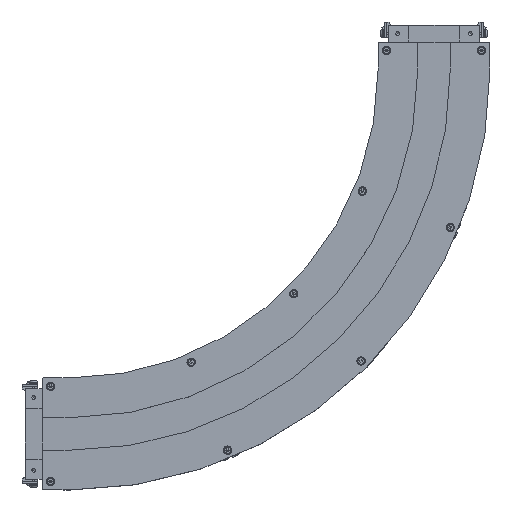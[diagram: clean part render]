
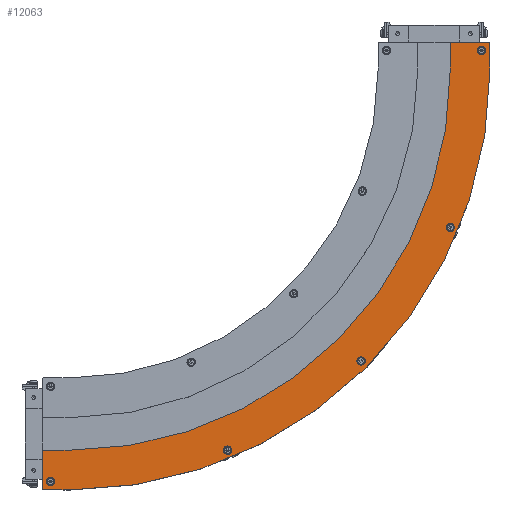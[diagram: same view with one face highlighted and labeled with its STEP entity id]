
A CAD part, top view. The second image highlights one B-rep face of the part: STEP entity #12063.
In plain terms, the highlighted planar face has unit normal (0, 0, 1).
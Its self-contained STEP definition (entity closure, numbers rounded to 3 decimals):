
#742=FACE_BOUND('',#2246,.T.);
#743=FACE_BOUND('',#2247,.T.);
#744=FACE_BOUND('',#2248,.T.);
#745=FACE_BOUND('',#2249,.T.);
#746=FACE_BOUND('',#2250,.T.);
#908=PLANE('',#13112);
#1585=FACE_OUTER_BOUND('',#2245,.T.);
#2245=EDGE_LOOP('',(#9565,#9566,#9567,#9568,#9569,#9570,#9571,#9572,#9573,
#9574));
#2246=EDGE_LOOP('',(#9575));
#2247=EDGE_LOOP('',(#9576));
#2248=EDGE_LOOP('',(#9577));
#2249=EDGE_LOOP('',(#9578));
#2250=EDGE_LOOP('',(#9579));
#2991=LINE('',#18743,#4159);
#2994=LINE('',#18748,#4162);
#2997=LINE('',#18756,#4165);
#3006=LINE('',#18774,#4174);
#3009=LINE('',#18780,#4177);
#3027=LINE('',#18821,#4195);
#3044=LINE('',#18863,#4212);
#3047=LINE('',#18870,#4215);
#4159=VECTOR('',#15002,10.);
#4162=VECTOR('',#15007,10.);
#4165=VECTOR('',#15016,10.);
#4174=VECTOR('',#15027,10.);
#4177=VECTOR('',#15034,10.);
#4195=VECTOR('',#15066,10.);
#4212=VECTOR('',#15113,10.);
#4215=VECTOR('',#15122,10.);
#5101=CIRCLE('',#12993,7.5);
#5113=CIRCLE('',#13014,7.5);
#5121=CIRCLE('',#13028,7.5);
#5133=CIRCLE('',#13049,7.5);
#5137=CIRCLE('',#13056,7.5);
#5146=CIRCLE('',#13081,750.);
#5154=CIRCLE('',#13109,679.);
#5787=VERTEX_POINT('',#18531);
#5799=VERTEX_POINT('',#18570);
#5807=VERTEX_POINT('',#18596);
#5819=VERTEX_POINT('',#18635);
#5823=VERTEX_POINT('',#18648);
#5856=VERTEX_POINT('',#18740);
#5857=VERTEX_POINT('',#18742);
#5858=VERTEX_POINT('',#18746);
#5859=VERTEX_POINT('',#18750);
#5860=VERTEX_POINT('',#18754);
#5868=VERTEX_POINT('',#18772);
#5869=VERTEX_POINT('',#18779);
#5885=VERTEX_POINT('',#18820);
#5895=VERTEX_POINT('',#18862);
#5896=VERTEX_POINT('',#18866);
#7083=EDGE_CURVE('',#5787,#5787,#5101,.T.);
#7101=EDGE_CURVE('',#5799,#5799,#5113,.T.);
#7113=EDGE_CURVE('',#5807,#5807,#5121,.T.);
#7131=EDGE_CURVE('',#5819,#5819,#5133,.T.);
#7137=EDGE_CURVE('',#5823,#5823,#5137,.T.);
#7183=EDGE_CURVE('',#5856,#5857,#2991,.T.);
#7186=EDGE_CURVE('',#5856,#5858,#2994,.T.);
#7188=EDGE_CURVE('',#5858,#5859,#5146,.T.);
#7190=EDGE_CURVE('',#5859,#5860,#2997,.T.);
#7199=EDGE_CURVE('',#5860,#5868,#3006,.T.);
#7202=EDGE_CURVE('',#5869,#5857,#3009,.T.);
#7223=EDGE_CURVE('',#5869,#5885,#3027,.T.);
#7244=EDGE_CURVE('',#5895,#5885,#3044,.T.);
#7246=EDGE_CURVE('',#5896,#5895,#5154,.T.);
#7248=EDGE_CURVE('',#5868,#5896,#3047,.T.);
#9565=ORIENTED_EDGE('',*,*,#7183,.F.);
#9566=ORIENTED_EDGE('',*,*,#7186,.T.);
#9567=ORIENTED_EDGE('',*,*,#7188,.T.);
#9568=ORIENTED_EDGE('',*,*,#7190,.T.);
#9569=ORIENTED_EDGE('',*,*,#7199,.T.);
#9570=ORIENTED_EDGE('',*,*,#7248,.T.);
#9571=ORIENTED_EDGE('',*,*,#7246,.T.);
#9572=ORIENTED_EDGE('',*,*,#7244,.T.);
#9573=ORIENTED_EDGE('',*,*,#7223,.F.);
#9574=ORIENTED_EDGE('',*,*,#7202,.T.);
#9575=ORIENTED_EDGE('',*,*,#7083,.T.);
#9576=ORIENTED_EDGE('',*,*,#7101,.T.);
#9577=ORIENTED_EDGE('',*,*,#7113,.T.);
#9578=ORIENTED_EDGE('',*,*,#7131,.T.);
#9579=ORIENTED_EDGE('',*,*,#7137,.T.);
#12063=ADVANCED_FACE('',(#1585,#742,#743,#744,#745,#746),#908,.T.);
#12993=AXIS2_PLACEMENT_3D('',#18532,#14775,#14776);
#13014=AXIS2_PLACEMENT_3D('',#18571,#14823,#14824);
#13028=AXIS2_PLACEMENT_3D('',#18597,#14855,#14856);
#13049=AXIS2_PLACEMENT_3D('',#18636,#14903,#14904);
#13056=AXIS2_PLACEMENT_3D('',#18649,#14919,#14920);
#13081=AXIS2_PLACEMENT_3D('',#18752,#15011,#15012);
#13109=AXIS2_PLACEMENT_3D('',#18867,#15117,#15118);
#13112=AXIS2_PLACEMENT_3D('',#18872,#15125,#15126);
#14775=DIRECTION('center_axis',(0.,0.,-1.));
#14776=DIRECTION('ref_axis',(1.,0.,0.));
#14823=DIRECTION('center_axis',(0.,0.,-1.));
#14824=DIRECTION('ref_axis',(1.,0.,0.));
#14855=DIRECTION('center_axis',(0.,0.,-1.));
#14856=DIRECTION('ref_axis',(1.,0.,0.));
#14903=DIRECTION('center_axis',(0.,0.,-1.));
#14904=DIRECTION('ref_axis',(1.,0.,0.));
#14919=DIRECTION('center_axis',(0.,0.,-1.));
#14920=DIRECTION('ref_axis',(1.,0.,0.));
#15002=DIRECTION('',(-0.707,-0.707,0.));
#15007=DIRECTION('',(0.,1.,0.));
#15011=DIRECTION('center_axis',(0.,0.,1.));
#15012=DIRECTION('ref_axis',(1.,0.,0.));
#15016=DIRECTION('',(-1.,0.,0.));
#15027=DIRECTION('',(0.,-1.,0.));
#15034=DIRECTION('',(1.,0.,0.));
#15066=DIRECTION('',(-0.707,0.707,0.));
#15113=DIRECTION('',(0.,-1.,0.));
#15117=DIRECTION('center_axis',(0.,0.,-1.));
#15118=DIRECTION('ref_axis',(1.,0.,0.));
#15122=DIRECTION('',(1.,0.,0.));
#15125=DIRECTION('center_axis',(0.,0.,1.));
#15126=DIRECTION('ref_axis',(1.,0.,0.));
#18531=CARTESIAN_POINT('',(512.223,519.723,14.5));
#18532=CARTESIAN_POINT('Origin',(519.723,519.723,14.5));
#18570=CARTESIAN_POINT('',(-42.5,735.,14.5));
#18571=CARTESIAN_POINT('Origin',(-35.,735.,14.5));
#18596=CARTESIAN_POINT('',(727.5,-35.,14.5));
#18597=CARTESIAN_POINT('Origin',(735.,-35.,14.5));
#18635=CARTESIAN_POINT('',(671.551,281.272,14.5));
#18636=CARTESIAN_POINT('Origin',(679.051,281.272,14.5));
#18648=CARTESIAN_POINT('',(273.772,679.051,14.5));
#18649=CARTESIAN_POINT('Origin',(281.272,679.051,14.5));
#18740=CARTESIAN_POINT('',(750.,-47.5,14.5));
#18742=CARTESIAN_POINT('',(747.5,-50.,14.5));
#18743=CARTESIAN_POINT('',(730.,-67.5,14.5));
#18746=CARTESIAN_POINT('',(750.,0.,14.5));
#18748=CARTESIAN_POINT('',(750.,-50.,14.5));
#18750=CARTESIAN_POINT('',(0.,750.,14.5));
#18752=CARTESIAN_POINT('Origin',(0.,0.,14.5));
#18754=CARTESIAN_POINT('',(-50.,750.,14.5));
#18756=CARTESIAN_POINT('',(0.,750.,14.5));
#18772=CARTESIAN_POINT('',(-50.,679.,14.5));
#18774=CARTESIAN_POINT('',(-50.,750.,14.5));
#18779=CARTESIAN_POINT('',(681.,-50.,14.5));
#18780=CARTESIAN_POINT('',(550.,-50.,14.5));
#18820=CARTESIAN_POINT('',(679.,-48.,14.5));
#18821=CARTESIAN_POINT('',(329.,302.,14.5));
#18862=CARTESIAN_POINT('',(679.,0.,14.5));
#18863=CARTESIAN_POINT('',(679.,325.,14.5));
#18866=CARTESIAN_POINT('',(0.,679.,14.5));
#18867=CARTESIAN_POINT('Origin',(0.,0.,14.5));
#18870=CARTESIAN_POINT('',(-37.5,679.,14.5));
#18872=CARTESIAN_POINT('Origin',(-25.,650.,14.5));
